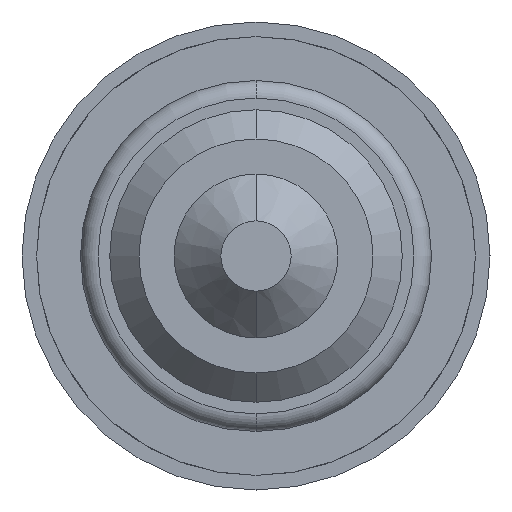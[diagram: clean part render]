
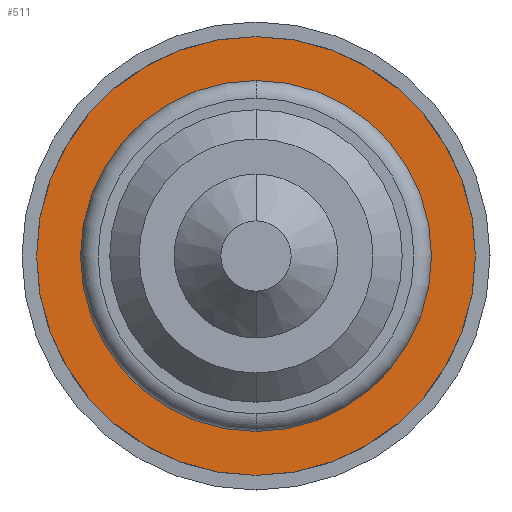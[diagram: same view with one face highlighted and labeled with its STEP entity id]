
A CAD part, front view. The second image highlights one B-rep face of the part: STEP entity #511.
In plain terms, the highlighted planar face has unit normal (0, -1, 0).
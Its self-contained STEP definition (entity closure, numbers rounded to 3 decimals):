
#372 = AXIS2_PLACEMENT_3D ( 'NONE', #2055, #3247, #1001 ) ;
#459 = DIRECTION ( 'NONE',  ( 0., 0., -1. ) ) ;
#464 = EDGE_LOOP ( 'NONE', ( #912, #807 ) ) ;
#511 = ADVANCED_FACE ( 'Defeature ausgef�hrt2_5', ( #3144, #2562 ), #4302, .T. ) ;
#647 = VERTEX_POINT ( 'NONE', #675 ) ;
#675 = CARTESIAN_POINT ( 'NONE',  ( 0., 20., -1.875 ) ) ;
#691 = CARTESIAN_POINT ( 'NONE',  ( 0., 20., 1.875 ) ) ;
#799 = CARTESIAN_POINT ( 'NONE',  ( 0., 20., -1.5 ) ) ;
#807 = ORIENTED_EDGE ( 'NONE', *, *, #2831, .F. ) ;
#865 = CARTESIAN_POINT ( 'NONE',  ( 0., 20., 0. ) ) ;
#882 = DIRECTION ( 'NONE',  ( 0., 0., -1. ) ) ;
#912 = ORIENTED_EDGE ( 'NONE', *, *, #3641, .F. ) ;
#1001 = DIRECTION ( 'NONE',  ( 0., 0., -1. ) ) ;
#1033 = CIRCLE ( 'NONE', #2243, 1.5 ) ;
#1058 = AXIS2_PLACEMENT_3D ( 'NONE', #4129, #2508, #1747 ) ;
#1213 = DIRECTION ( 'NONE',  ( 0., -1., 0. ) ) ;
#1528 = EDGE_LOOP ( 'NONE', ( #2802, #4272 ) ) ;
#1738 = VERTEX_POINT ( 'NONE', #799 ) ;
#1747 = DIRECTION ( 'NONE',  ( 0., 0., -1. ) ) ;
#1983 = CARTESIAN_POINT ( 'NONE',  ( 0., 20., 0. ) ) ;
#2055 = CARTESIAN_POINT ( 'NONE',  ( 1.5, 20., 0. ) ) ;
#2075 = CIRCLE ( 'NONE', #1058, 1.5 ) ;
#2243 = AXIS2_PLACEMENT_3D ( 'NONE', #865, #1213, #459 ) ;
#2292 = EDGE_CURVE ( 'Defeature ausgef�hrt2_5+Defeature ausgef�hrt2_6+Defeature ausgef�hrt2_6+Defeature ausgef�hrt2_6', #647, #4608, #4036, .T. ) ;
#2508 = DIRECTION ( 'NONE',  ( 0., -1., 0. ) ) ;
#2562 = FACE_BOUND ( 'NONE', #464, .T. ) ;
#2802 = ORIENTED_EDGE ( 'NONE', *, *, #2292, .T. ) ;
#2831 = EDGE_CURVE ( 'Defeature ausgef�hrt2_4+Defeature ausgef�hrt2_5+Defeature ausgef�hrt2_5+Defeature ausgef�hrt2_5', #3388, #1738, #1033, .T. ) ;
#3144 = FACE_OUTER_BOUND ( 'NONE', #1528, .T. ) ;
#3247 = DIRECTION ( 'NONE',  ( 0., -1., 0. ) ) ;
#3388 = VERTEX_POINT ( 'NONE', #4012 ) ;
#3456 = DIRECTION ( 'NONE',  ( 0., -1., 0. ) ) ;
#3641 = EDGE_CURVE ( 'Defeature ausgef�hrt2_4+Defeature ausgef�hrt2_5+Defeature ausgef�hrt2_5+Defeature ausgef�hrt2_5', #1738, #3388, #2075, .T. ) ;
#3706 = CIRCLE ( 'NONE', #4173, 1.875 ) ;
#3832 = CARTESIAN_POINT ( 'NONE',  ( 0., 20., 0. ) ) ;
#4012 = CARTESIAN_POINT ( 'NONE',  ( 0., 20., 1.5 ) ) ;
#4036 = CIRCLE ( 'NONE', #4474, 1.875 ) ;
#4129 = CARTESIAN_POINT ( 'NONE',  ( 0., 20., 0. ) ) ;
#4173 = AXIS2_PLACEMENT_3D ( 'NONE', #3832, #4199, #4244 ) ;
#4199 = DIRECTION ( 'NONE',  ( 0., -1., 0. ) ) ;
#4244 = DIRECTION ( 'NONE',  ( 0., 0., -1. ) ) ;
#4272 = ORIENTED_EDGE ( 'NONE', *, *, #4869, .T. ) ;
#4302 = PLANE ( 'NONE',  #372 ) ;
#4474 = AXIS2_PLACEMENT_3D ( 'NONE', #1983, #3456, #882 ) ;
#4608 = VERTEX_POINT ( 'NONE', #691 ) ;
#4869 = EDGE_CURVE ( 'Defeature ausgef�hrt2_5+Defeature ausgef�hrt2_6+Defeature ausgef�hrt2_6+Defeature ausgef�hrt2_6', #4608, #647, #3706, .T. ) ;
